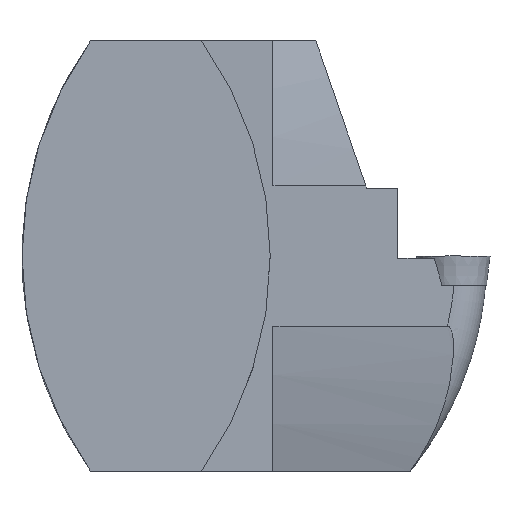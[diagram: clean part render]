
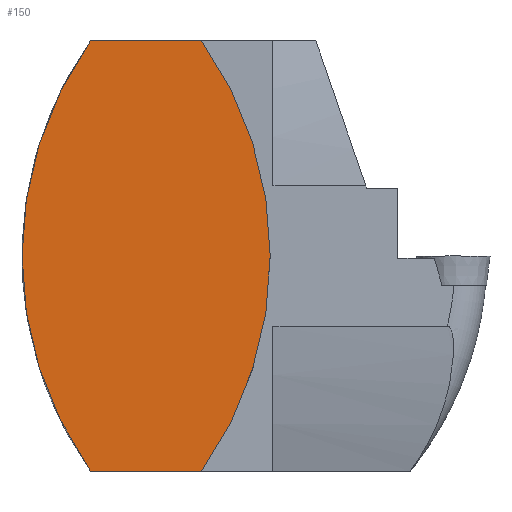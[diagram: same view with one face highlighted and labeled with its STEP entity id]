
A CAD part, top view. The second image highlights one B-rep face of the part: STEP entity #150.
In plain terms, the highlighted planar face has unit normal (0, 0, 1).
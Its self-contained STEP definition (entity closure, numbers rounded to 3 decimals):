
#150=ADVANCED_FACE('',(#203),#184,.T.);
#184=PLANE('',#730);
#203=FACE_OUTER_BOUND('',#226,.T.);
#226=EDGE_LOOP('',(#407,#408,#409,#410,#411,#412));
#272=CIRCLE('',#728,60.25);
#273=CIRCLE('',#729,60.25);
#311=LINE('',#1089,#350);
#317=LINE('',#1102,#356);
#318=LINE('',#1106,#357);
#319=LINE('',#1108,#358);
#350=VECTOR('',#830,1.);
#356=VECTOR('',#840,1.);
#357=VECTOR('',#843,1.);
#358=VECTOR('',#844,1.);
#407=ORIENTED_EDGE('',*,*,#611,.F.);
#408=ORIENTED_EDGE('',*,*,#605,.F.);
#409=ORIENTED_EDGE('',*,*,#612,.F.);
#410=ORIENTED_EDGE('',*,*,#613,.F.);
#411=ORIENTED_EDGE('',*,*,#614,.F.);
#412=ORIENTED_EDGE('',*,*,#615,.T.);
#548=VERTEX_POINT('',#1088);
#549=VERTEX_POINT('',#1090);
#553=VERTEX_POINT('',#1101);
#554=VERTEX_POINT('',#1103);
#555=VERTEX_POINT('',#1105);
#556=VERTEX_POINT('',#1107);
#605=EDGE_CURVE('',#548,#549,#311,.T.);
#611=EDGE_CURVE('',#549,#553,#272,.T.);
#612=EDGE_CURVE('',#554,#548,#317,.T.);
#613=EDGE_CURVE('',#555,#554,#273,.T.);
#614=EDGE_CURVE('',#556,#555,#318,.T.);
#615=EDGE_CURVE('',#556,#553,#319,.T.);
#728=AXIS2_PLACEMENT_3D('',#1100,#838,#839);
#729=AXIS2_PLACEMENT_3D('',#1104,#841,#842);
#730=AXIS2_PLACEMENT_3D('',#1109,#845,#846);
#830=DIRECTION('',(1.,0.,0.));
#838=DIRECTION('',(0.,0.,-1.));
#839=DIRECTION('',(1.,0.,0.));
#840=DIRECTION('',(0.574,0.819,0.));
#841=DIRECTION('',(0.,0.,-1.));
#842=DIRECTION('',(1.,0.,0.));
#843=DIRECTION('',(-0.574,0.819,0.));
#844=DIRECTION('',(1.,0.,0.));
#845=DIRECTION('',(0.,0.,1.));
#846=DIRECTION('',(1.,0.,0.));
#1088=CARTESIAN_POINT('',(-8.894,35.,0.5));
#1089=CARTESIAN_POINT('',(-20.25,35.,0.5));
#1090=CARTESIAN_POINT('',(9.041,35.,0.5));
#1100=CARTESIAN_POINT('',(-40.,0.,0.5));
#1101=CARTESIAN_POINT('',(9.041,-35.,0.5));
#1102=CARTESIAN_POINT('',(-12.63,29.665,0.5));
#1103=CARTESIAN_POINT('',(-9.204,34.558,0.5));
#1104=CARTESIAN_POINT('',(40.15,0.,0.5));
#1105=CARTESIAN_POINT('',(-9.204,-34.558,0.5));
#1106=CARTESIAN_POINT('',(-45.52,17.306,0.5));
#1107=CARTESIAN_POINT('',(-8.894,-35.,0.5));
#1108=CARTESIAN_POINT('',(-20.25,-35.,0.5));
#1109=CARTESIAN_POINT('',(-20.25,35.,0.5));
